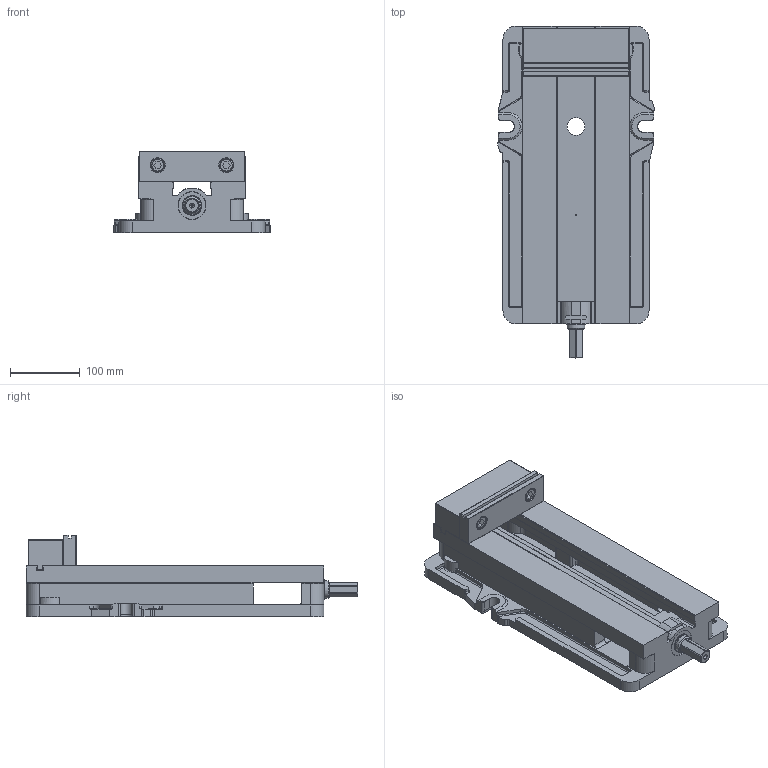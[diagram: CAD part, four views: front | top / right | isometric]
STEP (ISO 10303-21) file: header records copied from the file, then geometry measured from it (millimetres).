
FILE_DESCRIPTION(('FreeCAD Model'),'2;1');
FILE_NAME('kurt_base.stp', '2014-01-03T10:03:09',('FreeCAD'),('FreeCAD'), 'Open CASCADE STEP processor 6.5','FreeCAD','Unknown');
FILE_SCHEMA(('AUTOMOTIVE_DESIGN_CC2 { 1 2 10303 214 -1 1 5 4 }'));
Length unit declared in the file: millimetre
Products named in the file (8): KURT_D688_Vise.iam_(LevelofDetail1)001; KURT_D688_Vise.iam_(LevelofDetail1)011; KURT_D688_Vise.iam_(LevelofDetail1)018; KURT_D688_Vise.iam_(LevelofDetail1)004; KURT_D688_Vise.iam_(LevelofDetail1)009; KURT_D688_Vise.iam_(LevelofDetail1)005; KURT_D688_Vise.iam_(LevelofDetail1)013; KURT_D688_Vise.iam_(LevelofDetail1)007
Bounding box: 224.81 x 475.96 x 117.09 mm (x, y, z)
Volume: 3227624.4 mm3; surface area: 441447 mm2
Topology: 8 solids, 9 shells, 533 faces, 1458 edges, 947 vertices
Faces by surface type: plane 300, cylinder 146, cone 49, torus 26, bspline 5, sphere 4, revolution 3
Full cylindrical faces by diameter (mm): 3.15 x1, 5.105 x4, 12.7 x2, 13.487 x2, 16.662 x1, 17.78 x1, 19.05 x2, 19.837 x2, 23.8 x1, 25.197 x1, 25.324 x1, 25.4 x1, 25.705 x1, 39.421 x1, 40.132 x1
Entity records: 52006 total; most frequent: CARTESIAN_POINT 22282, DIRECTION 4484, ORIENTED_EDGE 2902, PCURVE 2902, DEFINITIONAL_REPRESENTATION 2902, LINE 2461, VECTOR 2461, EDGE_CURVE 1451
